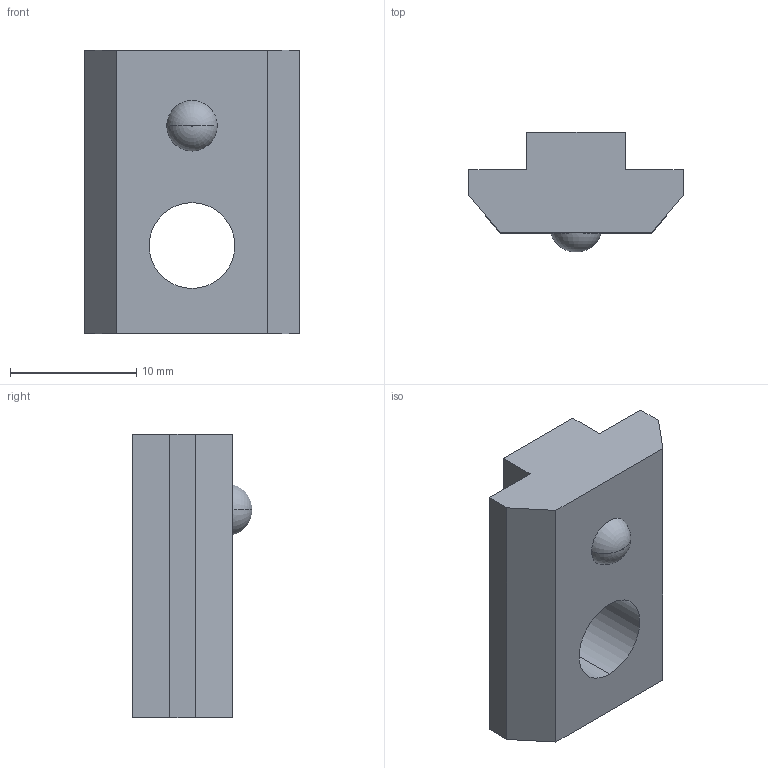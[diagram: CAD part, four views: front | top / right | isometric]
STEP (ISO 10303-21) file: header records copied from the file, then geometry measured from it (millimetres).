
FILE_DESCRIPTION (( 'STEP AP203' ), '1' );
FILE_NAME ('C32-83.STEP', '2018-03-26T19:23:06', ( 'User2' ), ( '' ), 'SwSTEP 2.0', 'SolidWorks 2007', '' );
FILE_SCHEMA (( 'CONFIG_CONTROL_DESIGN' ));
Length unit declared in the file: millimetre
Products named in the file (1): C32-83
Bounding box: 17 x 9.5 x 22.5 mm (x, y, z)
Volume: 1991.2 mm3; surface area: 1360.6 mm2
Topology: 1 solids, 1 shells, 17 faces, 42 edges, 28 vertices
Faces by surface type: plane 13, torus 2, cylinder 2
Entity records: 587 total; most frequent: CARTESIAN_POINT 88, DIRECTION 88, ORIENTED_EDGE 84, EDGE_CURVE 42, VECTOR 32, LINE 32, AXIS2_PLACEMENT_3D 28, VERTEX_POINT 28
